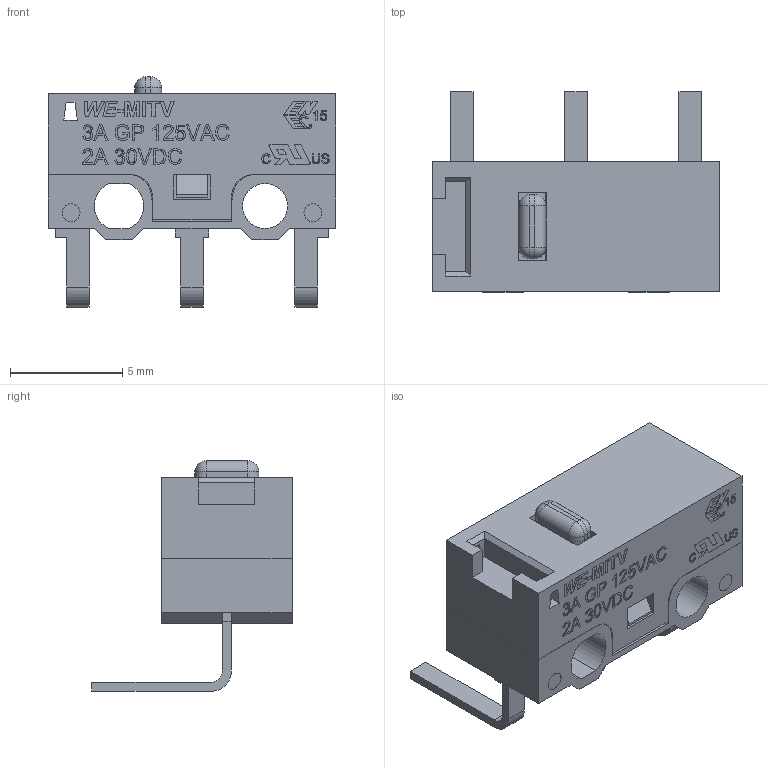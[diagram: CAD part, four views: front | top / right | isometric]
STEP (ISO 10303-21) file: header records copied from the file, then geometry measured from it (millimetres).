
FILE_DESCRIPTION(/* description */ ('Unknown'),/* implementation_level */ '2;1');
FILE_NAME(/* name */ '463091691402',/* time_stamp */ '2020-10-06T07:46:08+02:00',/* author */ ('Unknown'),/* organization */ ('Unknown'),/* preprocessor_version */ 'ST-DEVELOPER v16.7',/* originating_system */ 'DEX',/* authorisation */ $);
FILE_SCHEMA (('AUTOMOTIVE_DESIGN {1 0 10303 214 3 1 1}'));
Length unit declared in the file: millimetre
Products named in the file (7): 463091370402; Base; Terminal; Button; Terminal_mir1; Cover; Terminal_middle
Assembly tree (7 placements, depth 2):
  463091370402
    Base
    Terminal
    Button  x2
    Terminal_mir1
    Cover
    Terminal_middle
Bounding box: 12.8 x 8.9 x 10.25 mm (x, y, z)
Volume: 280.4 mm3; surface area: 909 mm2
Topology: 7 solids, 7 shells, 576 faces, 1514 edges, 994 vertices
Faces by surface type: plane 463, cylinder 53, bspline 52, sphere 8
Full cylindrical faces by diameter (mm): 0.8 x2, 2 x1
Entity records: 22110 total; most frequent: CARTESIAN_POINT 6341, ORIENTED_EDGE 2878, DIRECTION 2109, EDGE_CURVE 1439, VERTEX_POINT 958, LINE 917, VECTOR 917, EDGE_LOOP 621
